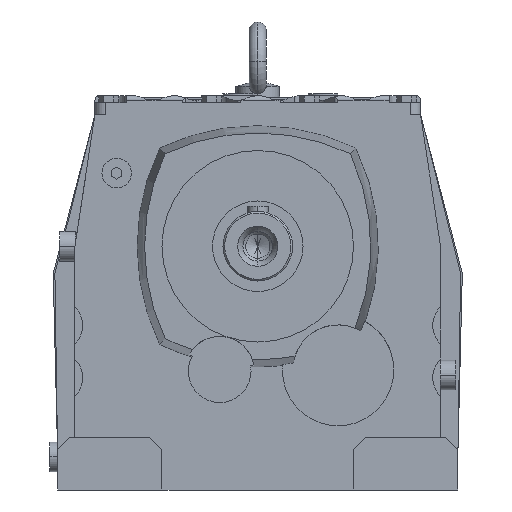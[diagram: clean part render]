
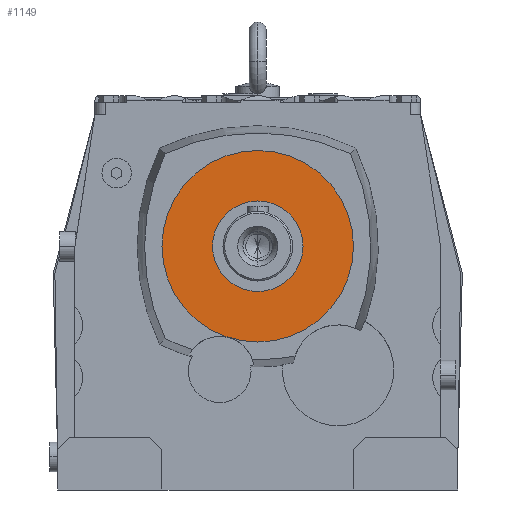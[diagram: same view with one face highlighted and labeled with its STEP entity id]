
A CAD part, left-side view. The second image highlights one B-rep face of the part: STEP entity #1149.
In plain terms, the highlighted planar face has unit normal (-1, 0, 0).
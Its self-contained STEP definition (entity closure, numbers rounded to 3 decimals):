
#1149=ADVANCED_FACE('',(#2372,#2373),#2374,.T.);
#2372=FACE_OUTER_BOUND('',#3641,.T.);
#2373=FACE_BOUND('',#3642,.T.);
#2374=PLANE('',#3643);
#3641=EDGE_LOOP('',(#7104,#7105));
#3642=EDGE_LOOP('',(#7106,#7107));
#3643=AXIS2_PLACEMENT_3D('',#7108,#7109,#7110);
#7104=ORIENTED_EDGE('',*,*,#8813,.T.);
#7105=ORIENTED_EDGE('',*,*,#7534,.T.);
#7106=ORIENTED_EDGE('',*,*,#7531,.T.);
#7107=ORIENTED_EDGE('',*,*,#8814,.T.);
#7108=CARTESIAN_POINT('',(4.0,0.0,0.0));
#7109=DIRECTION('',(-1.0,0.0,0.0));
#7110=DIRECTION('',(0.0,-1.0,0.0));
#7531=EDGE_CURVE('',#8997,#9001,#9003,.T.);
#7534=EDGE_CURVE('',#9008,#9005,#9009,.T.);
#8813=EDGE_CURVE('',#9005,#9008,#10882,.T.);
#8814=EDGE_CURVE('',#9001,#8997,#10883,.T.);
#8997=VERTEX_POINT('',#11274);
#9001=VERTEX_POINT('',#11279);
#9003=CIRCLE('',#11282,26.0);
#9005=VERTEX_POINT('',#11284);
#9008=VERTEX_POINT('',#11288);
#9009=CIRCLE('',#11289,55.0);
#10882=CIRCLE('',#15199,55.0);
#10883=CIRCLE('',#15200,26.0);
#11274=CARTESIAN_POINT('',(4.0,26.0,0.0));
#11279=CARTESIAN_POINT('',(4.0,-26.0,0.));
#11282=AXIS2_PLACEMENT_3D('',#15540,#15541,#15542);
#11284=CARTESIAN_POINT('',(4.0,55.0,0.0));
#11288=CARTESIAN_POINT('',(4.0,-55.0,0.));
#11289=AXIS2_PLACEMENT_3D('',#15544,#15545,#15546);
#15199=AXIS2_PLACEMENT_3D('',#16823,#16824,#16825);
#15200=AXIS2_PLACEMENT_3D('',#16826,#16827,#16828);
#15540=CARTESIAN_POINT('',(4.0,0.0,0.0));
#15541=DIRECTION('',(1.0,0.0,0.0));
#15542=DIRECTION('',(0.0,1.0,0.0));
#15544=CARTESIAN_POINT('',(4.0,0.0,0.0));
#15545=DIRECTION('',(-1.0,0.0,0.0));
#15546=DIRECTION('',(0.0,1.0,0.0));
#16823=CARTESIAN_POINT('',(4.0,0.0,0.0));
#16824=DIRECTION('',(-1.0,0.0,0.0));
#16825=DIRECTION('',(0.0,1.0,0.0));
#16826=CARTESIAN_POINT('',(4.0,0.0,0.0));
#16827=DIRECTION('',(1.0,0.0,0.0));
#16828=DIRECTION('',(0.0,1.0,0.0));
